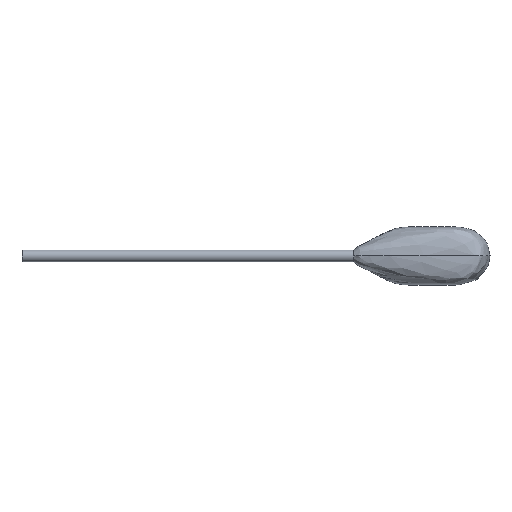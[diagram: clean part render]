
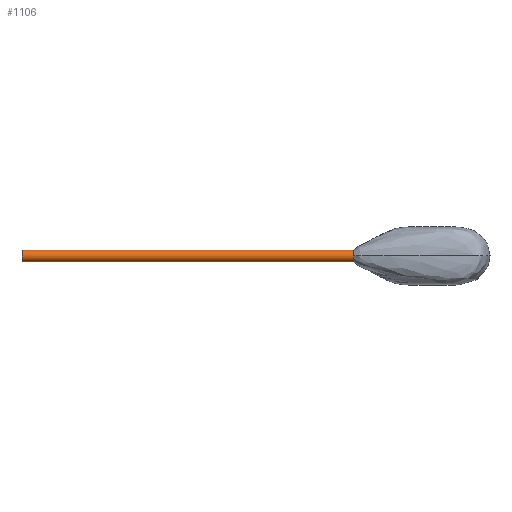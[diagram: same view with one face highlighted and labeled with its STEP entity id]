
A CAD part, front view. The second image highlights one B-rep face of the part: STEP entity #1106.
In plain terms, the highlighted cylindrical face has radius 0.3 mm (diameter 0.6 mm), a partial arc.
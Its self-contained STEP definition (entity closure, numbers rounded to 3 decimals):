
#46 = CARTESIAN_POINT ( 'NONE',  ( 0., -1.57, 0. ) ) ;
#62 = EDGE_CURVE ( 'NONE', #343, #1440, #1650, .T. ) ;
#73 = CARTESIAN_POINT ( 'NONE',  ( -17., -1.27, 0.3 ) ) ;
#81 = DIRECTION ( 'NONE',  ( 1., 0., 0. ) ) ;
#122 = VECTOR ( 'NONE', #1434, 1000. ) ;
#156 = EDGE_CURVE ( 'NONE', #1032, #957, #802, .T. ) ;
#162 = LINE ( 'NONE', #1291, #1248 ) ;
#179 = AXIS2_PLACEMENT_3D ( 'NONE', #760, #350, #245 ) ;
#217 = ORIENTED_EDGE ( 'NONE', *, *, #334, .F. ) ;
#245 = DIRECTION ( 'NONE',  ( 0., 0., -1. ) ) ;
#286 = AXIS2_PLACEMENT_3D ( 'NONE', #1607, #81, #635 ) ;
#334 = EDGE_CURVE ( 'NONE', #1440, #1032, #1682, .T. ) ;
#339 = CARTESIAN_POINT ( 'NONE',  ( 0., -1.27, 0. ) ) ;
#343 = VERTEX_POINT ( 'NONE', #1021 ) ;
#350 = DIRECTION ( 'NONE',  ( 1., 0., 0. ) ) ;
#418 = ORIENTED_EDGE ( 'NONE', *, *, #685, .T. ) ;
#444 = CARTESIAN_POINT ( 'NONE',  ( -17., -1.27, 0. ) ) ;
#635 = DIRECTION ( 'NONE',  ( 0., 0., -1. ) ) ;
#655 = ORIENTED_EDGE ( 'NONE', *, *, #1362, .F. ) ;
#685 = EDGE_CURVE ( 'NONE', #343, #1717, #162, .T. ) ;
#760 = CARTESIAN_POINT ( 'NONE',  ( -17.849, -1.27, 0. ) ) ;
#786 = DIRECTION ( 'NONE',  ( 1., 0., 0. ) ) ;
#794 = DIRECTION ( 'NONE',  ( 0., 0., -1. ) ) ;
#802 = CIRCLE ( 'NONE', #1773, 0.3 ) ;
#817 = CIRCLE ( 'NONE', #286, 0.3 ) ;
#846 = DIRECTION ( 'NONE',  ( 0., 0., -1. ) ) ;
#893 = AXIS2_PLACEMENT_3D ( 'NONE', #444, #1293, #846 ) ;
#957 = VERTEX_POINT ( 'NONE', #46 ) ;
#990 = ORIENTED_EDGE ( 'NONE', *, *, #156, .F. ) ;
#1021 = CARTESIAN_POINT ( 'NONE',  ( -17., -1.27, -0.3 ) ) ;
#1032 = VERTEX_POINT ( 'NONE', #1401 ) ;
#1106 = ADVANCED_FACE ( 'NONE', ( #1705 ), #1284, .T. ) ;
#1140 = EDGE_LOOP ( 'NONE', ( #217, #1595, #418, #655, #990 ) ) ;
#1248 = VECTOR ( 'NONE', #1720, 1000. ) ;
#1284 = CYLINDRICAL_SURFACE ( 'NONE', #179, 0.3 ) ;
#1291 = CARTESIAN_POINT ( 'NONE',  ( -17.849, -1.27, -0.3 ) ) ;
#1293 = DIRECTION ( 'NONE',  ( -1., 0., 0. ) ) ;
#1301 = CARTESIAN_POINT ( 'NONE',  ( -17.849, -1.27, 0.3 ) ) ;
#1362 = EDGE_CURVE ( 'NONE', #957, #1717, #817, .T. ) ;
#1401 = CARTESIAN_POINT ( 'NONE',  ( 0., -1.27, 0.3 ) ) ;
#1434 = DIRECTION ( 'NONE',  ( 1., 0., 0. ) ) ;
#1440 = VERTEX_POINT ( 'NONE', #73 ) ;
#1595 = ORIENTED_EDGE ( 'NONE', *, *, #62, .F. ) ;
#1607 = CARTESIAN_POINT ( 'NONE',  ( 0., -1.27, 0. ) ) ;
#1650 = CIRCLE ( 'NONE', #893, 0.3 ) ;
#1682 = LINE ( 'NONE', #1301, #122 ) ;
#1705 = FACE_OUTER_BOUND ( 'NONE', #1140, .T. ) ;
#1710 = CARTESIAN_POINT ( 'NONE',  ( 0., -1.27, -0.3 ) ) ;
#1717 = VERTEX_POINT ( 'NONE', #1710 ) ;
#1720 = DIRECTION ( 'NONE',  ( 1., 0., 0. ) ) ;
#1773 = AXIS2_PLACEMENT_3D ( 'NONE', #339, #786, #794 ) ;
